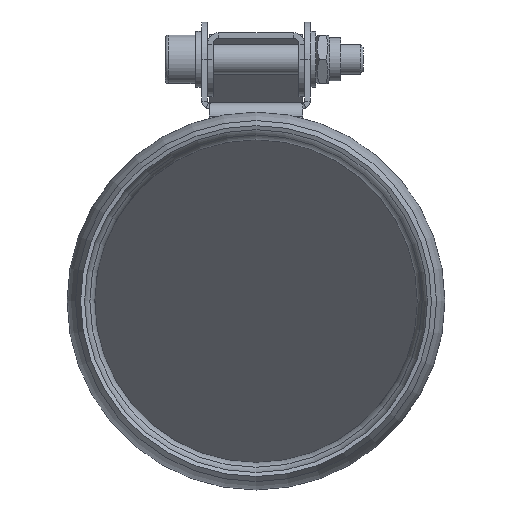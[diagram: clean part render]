
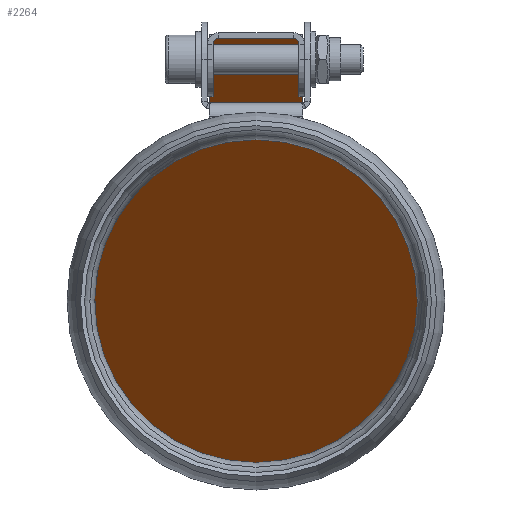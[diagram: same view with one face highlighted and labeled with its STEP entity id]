
A CAD part, front view. The second image highlights one B-rep face of the part: STEP entity #2264.
In plain terms, the highlighted planar face has unit normal (0, -0.707, -0.707).
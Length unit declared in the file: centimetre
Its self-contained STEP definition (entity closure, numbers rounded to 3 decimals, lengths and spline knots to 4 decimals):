
#94=ELLIPSE('',#2912,66.,47.5);
#203=FACE_OUTER_BOUND('',#376,.T.);
#376=EDGE_LOOP('',(#1515,#1516,#1517,#1518));
#680=VERTEX_POINT('',#4046);
#682=VERTEX_POINT('',#4052);
#725=VERTEX_POINT('',#4221);
#726=VERTEX_POINT('',#4223);
#948=EDGE_CURVE('',#682,#680,#2430,.T.);
#1011=EDGE_CURVE('',#726,#725,#94,.T.);
#1014=EDGE_CURVE('',#680,#726,#2476,.T.);
#1016=EDGE_CURVE('',#725,#682,#2478,.T.);
#1515=ORIENTED_EDGE('',*,*,#948,.T.);
#1516=ORIENTED_EDGE('',*,*,#1014,.T.);
#1517=ORIENTED_EDGE('',*,*,#1011,.T.);
#1518=ORIENTED_EDGE('',*,*,#1016,.T.);
#2158=PLANE('',#2915);
#2264=ADVANCED_FACE('',(#203),#2158,.F.);
#2430=LINE('',#4080,#2647);
#2476=LINE('',#4228,#2693);
#2478=LINE('',#4232,#2695);
#2647=VECTOR('',#3228,10.);
#2693=VECTOR('',#3372,10.);
#2695=VECTOR('',#3378,10.);
#2912=AXIS2_PLACEMENT_3D('',#4224,#3366,#3367);
#2915=AXIS2_PLACEMENT_3D('',#4231,#3376,#3377);
#3228=DIRECTION('',(-1.,0.,0.));
#3366=DIRECTION('center_axis',(0.,-0.707,
-0.707));
#3367=DIRECTION('ref_axis',(0.,0.707,-0.707));
#3372=DIRECTION('',(0.,0.707,-0.707));
#3376=DIRECTION('center_axis',(0.,0.707,0.707));
#3377=DIRECTION('ref_axis',(-1.,0.,0.));
#3378=DIRECTION('',(0.,-0.707,0.707));
#4046=CARTESIAN_POINT('',(-12.5,-303.7917,70.3417));
#4052=CARTESIAN_POINT('',(12.5,-303.7917,70.3417));
#4080=CARTESIAN_POINT('',(6.25,-303.7917,70.3417));
#4221=CARTESIAN_POINT('',(12.5,-278.4741,45.0241));
#4223=CARTESIAN_POINT('',(-12.5,-278.4741,45.0241));
#4224=CARTESIAN_POINT('Origin',(0.,-233.45,
0.));
#4228=CARTESIAN_POINT('',(-12.5,-303.8121,70.3621));
#4231=CARTESIAN_POINT('Origin',(0.,-260.2103,
26.7603));
#4232=CARTESIAN_POINT('',(12.5,-278.4741,45.0241));
